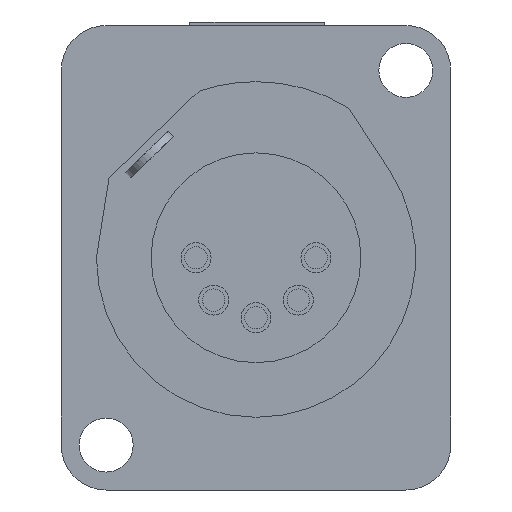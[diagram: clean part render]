
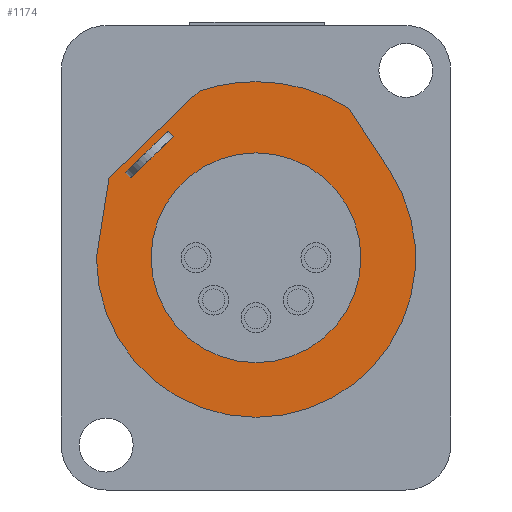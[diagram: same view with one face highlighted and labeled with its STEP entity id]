
A CAD part, front view. The second image highlights one B-rep face of the part: STEP entity #1174.
In plain terms, the highlighted planar face has unit normal (0, -1, 0).
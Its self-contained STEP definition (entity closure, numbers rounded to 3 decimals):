
#8 = AXIS2_PLACEMENT_3D ( 'NONE', #2640, #1588, #2461 ) ;
#23 = AXIS2_PLACEMENT_3D ( 'NONE', #2550, #3125, #2504 ) ;
#46 = CARTESIAN_POINT ( 'NONE',  ( -9.802, -10., 5.35 ) ) ;
#53 = LINE ( 'NONE', #2466, #1368 ) ;
#88 = CARTESIAN_POINT ( 'NONE',  ( -8.388, -10., 5.322 ) ) ;
#90 = AXIS2_PLACEMENT_3D ( 'NONE', #1642, #1646, #2868 ) ;
#94 = ORIENTED_EDGE ( 'NONE', *, *, #424, .T. ) ;
#111 = AXIS2_PLACEMENT_3D ( 'NONE', #1916, #2962, #2953 ) ;
#157 = CIRCLE ( 'NONE', #2683, 11.75 ) ;
#176 = CARTESIAN_POINT ( 'NONE',  ( 0., -10., -7. ) ) ;
#239 = VECTOR ( 'NONE', #2127, 1000. ) ;
#292 = VERTEX_POINT ( 'NONE', #719 ) ;
#344 = CARTESIAN_POINT ( 'NONE',  ( -5.505, -10., 8.094 ) ) ;
#354 = CARTESIAN_POINT ( 'NONE',  ( -8.735, -10., 5.683 ) ) ;
#362 = EDGE_CURVE ( 'NONE', #682, #1495, #2568, .T. ) ;
#386 = CIRCLE ( 'NONE', #2996, 7. ) ;
#397 = EDGE_CURVE ( 'NONE', #3115, #2154, #1632, .T. ) ;
#424 = EDGE_CURVE ( 'NONE', #2969, #1965, #1804, .T. ) ;
#458 = EDGE_CURVE ( 'NONE', #2005, #2167, #1530, .T. ) ;
#497 = EDGE_CURVE ( 'NONE', #1495, #2884, #803, .T. ) ;
#509 = EDGE_CURVE ( 'NONE', #1965, #2167, #617, .T. ) ;
#526 = EDGE_CURVE ( 'NONE', #2506, #2400, #675, .T. ) ;
#603 = EDGE_CURVE ( 'NONE', #2154, #3115, #386, .T. ) ;
#613 = EDGE_CURVE ( 'NONE', #2226, #682, #887, .T. ) ;
#617 = LINE ( 'NONE', #1135, #849 ) ;
#675 = CIRCLE ( 'NONE', #8, 11.75 ) ;
#682 = VERTEX_POINT ( 'NONE', #1230 ) ;
#719 = CARTESIAN_POINT ( 'NONE',  ( 6.198, -10., 9.982 ) ) ;
#723 = EDGE_CURVE ( 'NONE', #2969, #2005, #53, .T. ) ;
#738 = EDGE_CURVE ( 'NONE', #2884, #292, #1696, .T. ) ;
#745 = EDGE_CURVE ( 'NONE', #2506, #2226, #2212, .T. ) ;
#763 = EDGE_CURVE ( 'NONE', #2400, #292, #157, .T. ) ;
#765 = ORIENTED_EDGE ( 'NONE', *, *, #526, .F. ) ;
#795 = CARTESIAN_POINT ( 'NONE',  ( -5.851, -10., 8.455 ) ) ;
#803 = CIRCLE ( 'NONE', #23, 10.65 ) ;
#849 = VECTOR ( 'NONE', #2930, 1000. ) ;
#852 = VECTOR ( 'NONE', #1369, 1000. ) ;
#887 = LINE ( 'NONE', #1624, #239 ) ;
#995 = CARTESIAN_POINT ( 'NONE',  ( 0., -10., -10.65 ) ) ;
#1135 = CARTESIAN_POINT ( 'NONE',  ( -8.388, -10., 5.322 ) ) ;
#1173 = CARTESIAN_POINT ( 'NONE',  ( -5.851, -10., 8.455 ) ) ;
#1174 = ADVANCED_FACE ( 'NONE', ( #2350, #2410, #2560 ), #1972, .F. ) ;
#1230 = CARTESIAN_POINT ( 'NONE',  ( -10.65, -10., 0. ) ) ;
#1298 = CARTESIAN_POINT ( 'NONE',  ( 0., -10., 0. ) ) ;
#1314 = ORIENTED_EDGE ( 'NONE', *, *, #603, .F. ) ;
#1368 = VECTOR ( 'NONE', #3087, 1000. ) ;
#1369 = DIRECTION ( 'NONE',  ( 0.693, 0., -0.721 ) ) ;
#1419 = DIRECTION ( 'NONE',  ( 0., 0., -1. ) ) ;
#1427 = CARTESIAN_POINT ( 'NONE',  ( -3.802, -10., 11.118 ) ) ;
#1495 = VERTEX_POINT ( 'NONE', #995 ) ;
#1524 = CARTESIAN_POINT ( 'NONE',  ( -9.802, -10., 5.35 ) ) ;
#1530 = LINE ( 'NONE', #2344, #852 ) ;
#1588 = DIRECTION ( 'NONE',  ( 0., 1., 0. ) ) ;
#1624 = CARTESIAN_POINT ( 'NONE',  ( -10.65, -10., 0. ) ) ;
#1632 = CIRCLE ( 'NONE', #90, 7. ) ;
#1642 = CARTESIAN_POINT ( 'NONE',  ( 0., -10., 0. ) ) ;
#1646 = DIRECTION ( 'NONE',  ( 0., -1., 0. ) ) ;
#1648 = DIRECTION ( 'NONE',  ( -0.547, 0., 0.837 ) ) ;
#1696 = LINE ( 'NONE', #2280, #2220 ) ;
#1773 = DIRECTION ( 'NONE',  ( 0., 0., 1. ) ) ;
#1804 = LINE ( 'NONE', #1173, #1813 ) ;
#1813 = VECTOR ( 'NONE', #3133, 1000. ) ;
#1916 = CARTESIAN_POINT ( 'NONE',  ( 0., -10., 0. ) ) ;
#1952 = ORIENTED_EDGE ( 'NONE', *, *, #362, .T. ) ;
#1965 = VERTEX_POINT ( 'NONE', #344 ) ;
#1972 = PLANE ( 'NONE',  #2017 ) ;
#2005 = VERTEX_POINT ( 'NONE', #354 ) ;
#2017 = AXIS2_PLACEMENT_3D ( 'NONE', #2723, #2733, #1773 ) ;
#2081 = ORIENTED_EDGE ( 'NONE', *, *, #458, .F. ) ;
#2127 = DIRECTION ( 'NONE',  ( -0.157, 0., -0.988 ) ) ;
#2154 = VERTEX_POINT ( 'NONE', #176 ) ;
#2167 = VERTEX_POINT ( 'NONE', #88 ) ;
#2212 = LINE ( 'NONE', #1524, #2229 ) ;
#2220 = VECTOR ( 'NONE', #1648, 1000. ) ;
#2226 = VERTEX_POINT ( 'NONE', #46 ) ;
#2229 = VECTOR ( 'NONE', #3109, 1000. ) ;
#2246 = ORIENTED_EDGE ( 'NONE', *, *, #745, .T. ) ;
#2280 = CARTESIAN_POINT ( 'NONE',  ( 8.914, -10., 5.828 ) ) ;
#2293 = DIRECTION ( 'NONE',  ( 0., -1., 0. ) ) ;
#2301 = ORIENTED_EDGE ( 'NONE', *, *, #738, .T. ) ;
#2344 = CARTESIAN_POINT ( 'NONE',  ( -8.735, -10., 5.683 ) ) ;
#2350 = FACE_OUTER_BOUND ( 'NONE', #2866, .T. ) ;
#2377 = ORIENTED_EDGE ( 'NONE', *, *, #397, .F. ) ;
#2378 = CARTESIAN_POINT ( 'NONE',  ( 0., -10., 0. ) ) ;
#2393 = EDGE_LOOP ( 'NONE', ( #94, #3171, #2081, #2954 ) ) ;
#2400 = VERTEX_POINT ( 'NONE', #2783 ) ;
#2410 = FACE_BOUND ( 'NONE', #3001, .T. ) ;
#2461 = DIRECTION ( 'NONE',  ( 0., 0., 1. ) ) ;
#2466 = CARTESIAN_POINT ( 'NONE',  ( -8.735, -10., 5.683 ) ) ;
#2504 = DIRECTION ( 'NONE',  ( 0., 0., -1. ) ) ;
#2506 = VERTEX_POINT ( 'NONE', #1427 ) ;
#2550 = CARTESIAN_POINT ( 'NONE',  ( 0., -10., 0. ) ) ;
#2560 = FACE_BOUND ( 'NONE', #2393, .T. ) ;
#2568 = CIRCLE ( 'NONE', #111, 10.65 ) ;
#2640 = CARTESIAN_POINT ( 'NONE',  ( 0., -10., 0. ) ) ;
#2683 = AXIS2_PLACEMENT_3D ( 'NONE', #2378, #2862, #2858 ) ;
#2723 = CARTESIAN_POINT ( 'NONE',  ( 11.75, -10., 0. ) ) ;
#2733 = DIRECTION ( 'NONE',  ( 0., 1., 0. ) ) ;
#2767 = ORIENTED_EDGE ( 'NONE', *, *, #613, .T. ) ;
#2783 = CARTESIAN_POINT ( 'NONE',  ( 0., -10., 11.75 ) ) ;
#2818 = CARTESIAN_POINT ( 'NONE',  ( 8.914, -10., 5.828 ) ) ;
#2858 = DIRECTION ( 'NONE',  ( 0., 0., 1. ) ) ;
#2862 = DIRECTION ( 'NONE',  ( 0., 1., 0. ) ) ;
#2866 = EDGE_LOOP ( 'NONE', ( #2301, #3070, #765, #2246, #2767, #1952, #3207 ) ) ;
#2868 = DIRECTION ( 'NONE',  ( 0., 0., -1. ) ) ;
#2884 = VERTEX_POINT ( 'NONE', #2818 ) ;
#2930 = DIRECTION ( 'NONE',  ( -0.721, 0., -0.693 ) ) ;
#2953 = DIRECTION ( 'NONE',  ( 0., 0., -1. ) ) ;
#2954 = ORIENTED_EDGE ( 'NONE', *, *, #723, .F. ) ;
#2962 = DIRECTION ( 'NONE',  ( 0., -1., 0. ) ) ;
#2969 = VERTEX_POINT ( 'NONE', #795 ) ;
#2996 = AXIS2_PLACEMENT_3D ( 'NONE', #1298, #2293, #1419 ) ;
#3001 = EDGE_LOOP ( 'NONE', ( #1314, #2377 ) ) ;
#3070 = ORIENTED_EDGE ( 'NONE', *, *, #763, .F. ) ;
#3087 = DIRECTION ( 'NONE',  ( -0.721, 0., -0.693 ) ) ;
#3109 = DIRECTION ( 'NONE',  ( -0.721, 0., -0.693 ) ) ;
#3115 = VERTEX_POINT ( 'NONE', #3143 ) ;
#3125 = DIRECTION ( 'NONE',  ( 0., -1., 0. ) ) ;
#3133 = DIRECTION ( 'NONE',  ( 0.693, 0., -0.721 ) ) ;
#3143 = CARTESIAN_POINT ( 'NONE',  ( 0., -10., 7. ) ) ;
#3171 = ORIENTED_EDGE ( 'NONE', *, *, #509, .T. ) ;
#3207 = ORIENTED_EDGE ( 'NONE', *, *, #497, .T. ) ;
